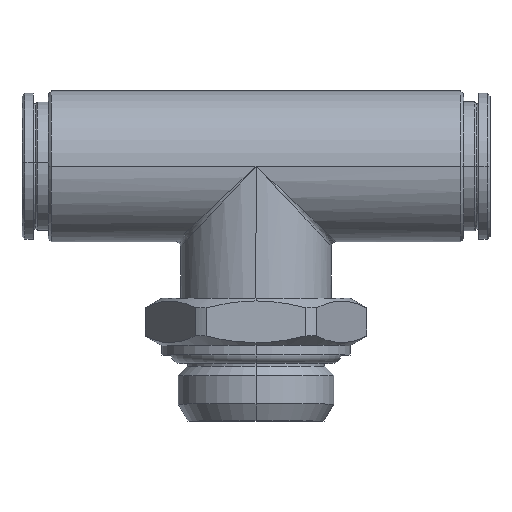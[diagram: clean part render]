
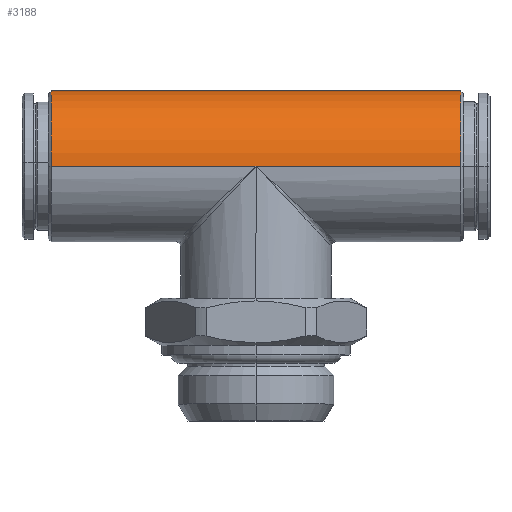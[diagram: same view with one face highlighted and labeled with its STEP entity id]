
A CAD part, top view. The second image highlights one B-rep face of the part: STEP entity #3188.
In plain terms, the highlighted cylindrical face has radius 8 mm (diameter 16 mm), a partial arc.
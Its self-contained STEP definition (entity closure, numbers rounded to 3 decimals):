
#784 = CARTESIAN_POINT ( 'NONE',  ( 0., 27., -8. ) ) ;
#881 = DIRECTION ( 'NONE',  ( -1., 0., 0. ) ) ;
#882 = VECTOR ( 'NONE', #881, 1000. ) ;
#883 = CARTESIAN_POINT ( 'NONE',  ( -33.267, 27., -8. ) ) ;
#884 = LINE ( 'NONE', #883, #882 ) ;
#920 = DIRECTION ( 'NONE',  ( 0., 0., 1. ) ) ;
#921 = DIRECTION ( 'NONE',  ( -1., 0., 0. ) ) ;
#922 = AXIS2_PLACEMENT_3D ( 'NONE', #924, #921, #920 ) ;
#924 = CARTESIAN_POINT ( 'NONE',  ( -33.267, 27., 0. ) ) ;
#925 = CYLINDRICAL_SURFACE ( 'NONE', #922, 8. ) ;
#926 = FACE_OUTER_BOUND ( 'NONE', #3213, .T. ) ;
#960 = CARTESIAN_POINT ( 'NONE',  ( 21.7, 27., 8. ) ) ;
#961 = DIRECTION ( 'NONE',  ( 0., 0., 1. ) ) ;
#962 = DIRECTION ( 'NONE',  ( -1., 0., 0. ) ) ;
#963 = CARTESIAN_POINT ( 'NONE',  ( 21.7, 27., 0. ) ) ;
#964 = AXIS2_PLACEMENT_3D ( 'NONE', #963, #962, #961 ) ;
#965 = CIRCLE ( 'NONE', #964, 8. ) ;
#966 = CARTESIAN_POINT ( 'NONE',  ( -21.7, 27., 8. ) ) ;
#967 = CARTESIAN_POINT ( 'NONE',  ( -21.7, 27., -8. ) ) ;
#972 = CARTESIAN_POINT ( 'NONE',  ( 21.7, 27., -8. ) ) ;
#1125 = VECTOR ( 'NONE', #1129, 1000. ) ;
#1126 = CARTESIAN_POINT ( 'NONE',  ( -33.267, 27., 8. ) ) ;
#1127 = LINE ( 'NONE', #1126, #1125 ) ;
#1129 = DIRECTION ( 'NONE',  ( -1., 0., 0. ) ) ;
#1134 = CARTESIAN_POINT ( 'NONE',  ( 0., 27., 8. ) ) ;
#1159 = CIRCLE ( 'NONE', #1162, 8. ) ;
#1160 = DIRECTION ( 'NONE',  ( 0., 0., 1. ) ) ;
#1161 = DIRECTION ( 'NONE',  ( -1., 0., 0. ) ) ;
#1162 = AXIS2_PLACEMENT_3D ( 'NONE', #1167, #1161, #1160 ) ;
#1167 = CARTESIAN_POINT ( 'NONE',  ( -21.7, 27., 0. ) ) ;
#1849 = DIRECTION ( 'NONE',  ( -1., 0., 0. ) ) ;
#1850 = VECTOR ( 'NONE', #1849, 1000. ) ;
#1851 = CARTESIAN_POINT ( 'NONE',  ( -33.267, 27., -8. ) ) ;
#1852 = LINE ( 'NONE', #1851, #1850 ) ;
#2392 = EDGE_CURVE ( 'NONE', #2413, #3228, #3252, .T. ) ;
#2394 = ORIENTED_EDGE ( 'NONE', *, *, #2447, .T. ) ;
#2413 = VERTEX_POINT ( 'NONE', #1134 ) ;
#2414 = EDGE_CURVE ( 'NONE', #3231, #2413, #1127, .T. ) ;
#2422 = ORIENTED_EDGE ( 'NONE', *, *, #2441, .F. ) ;
#2439 = ORIENTED_EDGE ( 'NONE', *, *, #2414, .F. ) ;
#2441 = EDGE_CURVE ( 'NONE', #3228, #3227, #1159, .T. ) ;
#2447 = EDGE_CURVE ( 'NONE', #3140, #3227, #1852, .T. ) ;
#3140 = VERTEX_POINT ( 'NONE', #784 ) ;
#3179 = EDGE_CURVE ( 'NONE', #3224, #3140, #884, .T. ) ;
#3182 = ORIENTED_EDGE ( 'NONE', *, *, #3179, .T. ) ;
#3188 = ADVANCED_FACE ( 'NONE', ( #926 ), #925, .T. ) ;
#3189 = ORIENTED_EDGE ( 'NONE', *, *, #3230, .T. ) ;
#3213 = EDGE_LOOP ( 'NONE', ( #3189, #3182, #2394, #2422, #3221, #2439 ) ) ;
#3221 = ORIENTED_EDGE ( 'NONE', *, *, #2392, .F. ) ;
#3224 = VERTEX_POINT ( 'NONE', #972 ) ;
#3227 = VERTEX_POINT ( 'NONE', #967 ) ;
#3228 = VERTEX_POINT ( 'NONE', #966 ) ;
#3230 = EDGE_CURVE ( 'NONE', #3231, #3224, #965, .T. ) ;
#3231 = VERTEX_POINT ( 'NONE', #960 ) ;
#3249 = DIRECTION ( 'NONE',  ( -1., 0., 0. ) ) ;
#3250 = VECTOR ( 'NONE', #3249, 1000. ) ;
#3251 = CARTESIAN_POINT ( 'NONE',  ( -33.267, 27., 8. ) ) ;
#3252 = LINE ( 'NONE', #3251, #3250 ) ;
